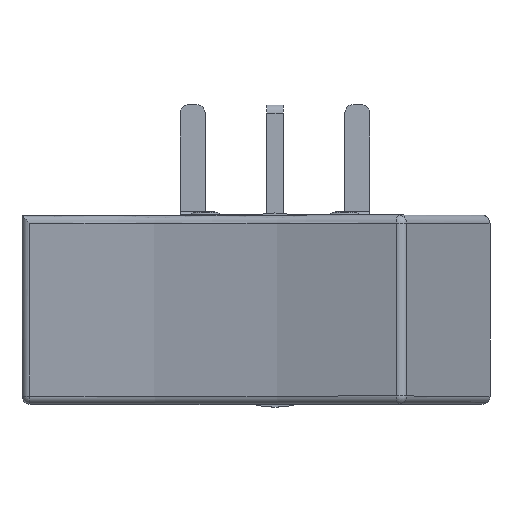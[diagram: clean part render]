
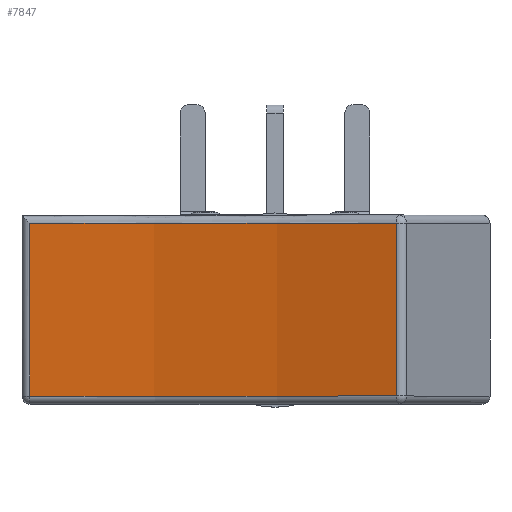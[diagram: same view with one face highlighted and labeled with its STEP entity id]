
A CAD part, top view. The second image highlights one B-rep face of the part: STEP entity #7847.
In plain terms, the highlighted cylindrical face has radius 36.671 mm (diameter 73.342 mm), a partial arc.
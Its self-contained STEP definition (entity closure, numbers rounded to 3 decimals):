
#7360=CARTESIAN_POINT('',(5.8,2.67,6.312));
#7361=VERTEX_POINT('',#7360);
#7413=CARTESIAN_POINT('',(5.8,-2.67,6.312));
#7414=VERTEX_POINT('',#7413);
#7457=CARTESIAN_POINT('',(-5.8,-2.67,6.312));
#7458=VERTEX_POINT('',#7457);
#7491=CARTESIAN_POINT('',(0.0,-2.67,42.521));
#7492=DIRECTION('',(0.0,1.0,0.0));
#7493=DIRECTION('',(0.0,0.0,-1.0));
#7494=AXIS2_PLACEMENT_3D('',#7491,#7492,#7493);
#7495=CIRCLE('',#7494,36.671);
#7496=EDGE_CURVE('',#7414,#7458,#7495,.T.);
#7524=CARTESIAN_POINT('',(-5.8,2.67,6.312));
#7525=VERTEX_POINT('',#7524);
#7526=CARTESIAN_POINT('',(-5.8,-2.67,6.312));
#7527=DIRECTION('',(0.0,1.0,0.0));
#7528=VECTOR('',#7527,5.34);
#7529=LINE('',#7526,#7528);
#7530=EDGE_CURVE('',#7458,#7525,#7529,.T.);
#7591=CARTESIAN_POINT('',(5.8,2.67,6.312));
#7592=DIRECTION('',(0.0,-1.0,0.0));
#7593=VECTOR('',#7592,5.34);
#7594=LINE('',#7591,#7593);
#7595=EDGE_CURVE('',#7361,#7414,#7594,.T.);
#7645=CARTESIAN_POINT('',(0.0,2.67,42.521));
#7646=DIRECTION('',(0.0,-1.0,0.0));
#7647=DIRECTION('',(0.0,0.0,-1.0));
#7648=AXIS2_PLACEMENT_3D('',#7645,#7646,#7647);
#7649=CIRCLE('',#7648,36.671);
#7650=EDGE_CURVE('',#7525,#7361,#7649,.T.);
#7836=CARTESIAN_POINT('',(0.0,0.0,42.521));
#7837=DIRECTION('',(0.0,1.0,0.0));
#7838=DIRECTION('',(-0.165,0.0,0.986));
#7839=AXIS2_PLACEMENT_3D('',#7836,#7837,#7838);
#7840=CYLINDRICAL_SURFACE('',#7839,36.671);
#7841=ORIENTED_EDGE('',*,*,#7496,.F.);
#7842=ORIENTED_EDGE('',*,*,#7595,.F.);
#7843=ORIENTED_EDGE('',*,*,#7650,.F.);
#7844=ORIENTED_EDGE('',*,*,#7530,.F.);
#7845=EDGE_LOOP('',(#7841,#7842,#7843,#7844));
#7846=FACE_OUTER_BOUND('',#7845,.T.);
#7847=ADVANCED_FACE('',(#7846),#7840,.F.);
